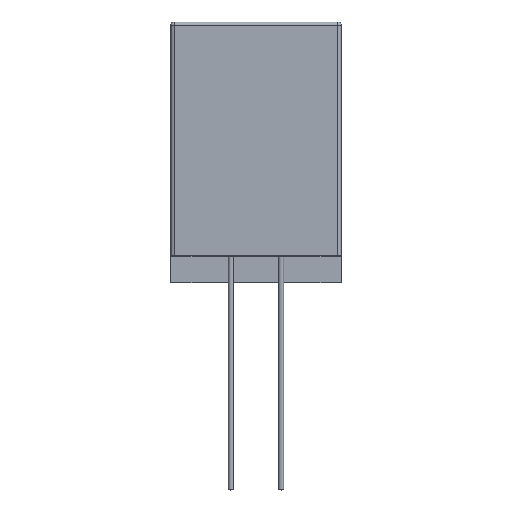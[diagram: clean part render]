
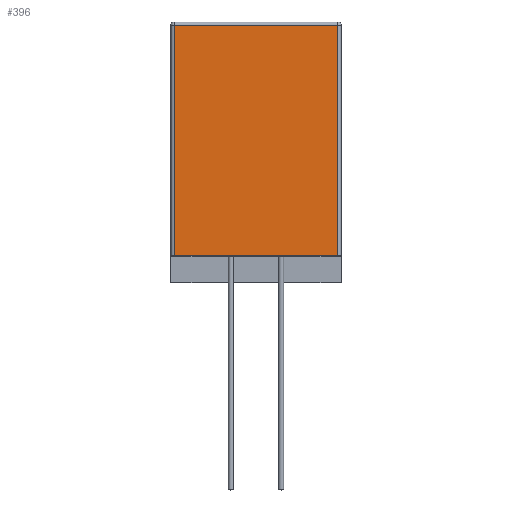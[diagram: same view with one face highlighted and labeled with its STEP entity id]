
A CAD part, top view. The second image highlights one B-rep face of the part: STEP entity #396.
In plain terms, the highlighted planar face has unit normal (0, 0, 1).
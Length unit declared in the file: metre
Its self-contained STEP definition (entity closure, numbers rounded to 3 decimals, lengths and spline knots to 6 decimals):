
#76=ORIENTED_EDGE('',*,*,#180,.T.);
#77=ORIENTED_EDGE('',*,*,#185,.T.);
#78=ORIENTED_EDGE('',*,*,#186,.T.);
#79=ORIENTED_EDGE('',*,*,#187,.T.);
#180=EDGE_CURVE('',#236,#235,#269,.T.);
#185=EDGE_CURVE('',#235,#238,#271,.F.);
#186=EDGE_CURVE('',#238,#239,#272,.F.);
#187=EDGE_CURVE('',#239,#236,#273,.T.);
#235=VERTEX_POINT('',#667);
#236=VERTEX_POINT('',#669);
#238=VERTEX_POINT('',#677);
#239=VERTEX_POINT('',#679);
#269=LINE('',#668,#303);
#271=LINE('',#676,#305);
#272=LINE('',#678,#306);
#273=LINE('',#680,#307);
#303=VECTOR('',#528,1.);
#305=VECTOR('',#538,1.);
#306=VECTOR('',#539,1.);
#307=VECTOR('',#540,1.);
#328=EDGE_LOOP('',(#76,#77,#78,#79));
#356=FACE_BOUND('',#328,.T.);
#384=PLANE('',#463);
#396=ADVANCED_FACE('',(#356),#384,.T.);
#463=AXIS2_PLACEMENT_3D('',#675,#536,#537);
#528=DIRECTION('',(1.,0.,0.));
#536=DIRECTION('',(0.,0.,1.));
#537=DIRECTION('',(1.,0.,0.));
#538=DIRECTION('',(0.,-1.,0.));
#539=DIRECTION('',(1.,0.,0.));
#540=DIRECTION('',(0.,-1.,0.));
#667=CARTESIAN_POINT('',(0.0245,-0.031,0.00378));
#668=CARTESIAN_POINT('',(0.,-0.031,0.00378));
#669=CARTESIAN_POINT('',(-0.0245,-0.031,0.00378));
#675=CARTESIAN_POINT('',(0.,0.,0.00378));
#676=CARTESIAN_POINT('',(0.0245,0.,0.00378));
#677=CARTESIAN_POINT('',(0.0245,0.038,0.00378));
#678=CARTESIAN_POINT('',(0.,0.038,0.00378));
#679=CARTESIAN_POINT('',(-0.0245,0.038,0.00378));
#680=CARTESIAN_POINT('',(-0.0245,-0.031,0.00378));
